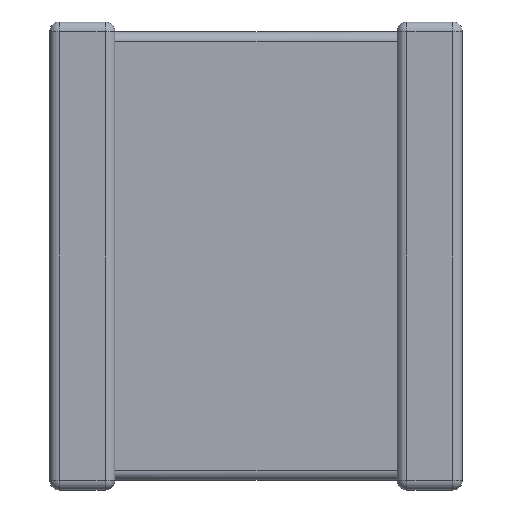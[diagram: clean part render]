
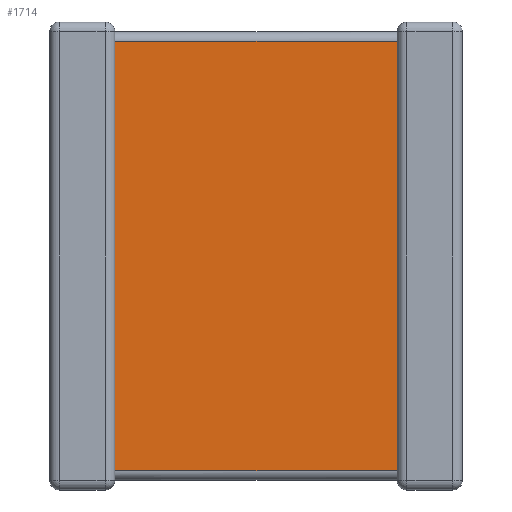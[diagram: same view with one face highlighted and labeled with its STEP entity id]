
A CAD part, front view. The second image highlights one B-rep face of the part: STEP entity #1714.
In plain terms, the highlighted planar face has unit normal (0, -1, 0).
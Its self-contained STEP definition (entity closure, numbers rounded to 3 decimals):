
#58 = VECTOR ( 'NONE', #709, 1000. ) ;
#421 = CARTESIAN_POINT ( 'NONE',  ( 5.05, 0.141, -0.283 ) ) ;
#652 = LINE ( 'NONE', #2754, #3342 ) ;
#708 = ORIENTED_EDGE ( 'NONE', *, *, #1679, .T. ) ;
#709 = DIRECTION ( 'NONE',  ( 1., 0., 0. ) ) ;
#802 = VERTEX_POINT ( 'NONE', #4722 ) ;
#815 = EDGE_LOOP ( 'NONE', ( #3139, #3179, #708, #1542 ) ) ;
#823 = EDGE_CURVE ( 'NONE', #3751, #2359, #1408, .T. ) ;
#890 = PLANE ( 'NONE',  #3805 ) ;
#955 = VECTOR ( 'NONE', #1237, 1000. ) ;
#1237 = DIRECTION ( 'NONE',  ( 0., 0., 1. ) ) ;
#1294 = LINE ( 'NONE', #3200, #2885 ) ;
#1311 = DIRECTION ( 'NONE',  ( -1., 0., 0. ) ) ;
#1408 = LINE ( 'NONE', #3687, #58 ) ;
#1542 = ORIENTED_EDGE ( 'NONE', *, *, #3777, .T. ) ;
#1617 = LINE ( 'NONE', #2766, #955 ) ;
#1679 = EDGE_CURVE ( 'NONE', #2359, #1868, #1617, .T. ) ;
#1714 = ADVANCED_FACE ( 'NONE', ( #4264 ), #890, .T. ) ;
#1725 = DIRECTION ( 'NONE',  ( 0., -1., 0. ) ) ;
#1868 = VERTEX_POINT ( 'NONE', #421 ) ;
#2073 = DIRECTION ( 'NONE',  ( 1., 0., 0. ) ) ;
#2359 = VERTEX_POINT ( 'NONE', #3621 ) ;
#2389 = DIRECTION ( 'NONE',  ( 0., 0., 1. ) ) ;
#2754 = CARTESIAN_POINT ( 'NONE',  ( 0.95, 0.141, -6.8 ) ) ;
#2766 = CARTESIAN_POINT ( 'NONE',  ( 5.05, 0.141, -6.8 ) ) ;
#2885 = VECTOR ( 'NONE', #1311, 1000. ) ;
#3139 = ORIENTED_EDGE ( 'NONE', *, *, #3842, .F. ) ;
#3179 = ORIENTED_EDGE ( 'NONE', *, *, #823, .T. ) ;
#3200 = CARTESIAN_POINT ( 'NONE',  ( 0.95, 0.141, -0.283 ) ) ;
#3342 = VECTOR ( 'NONE', #2389, 1000. ) ;
#3621 = CARTESIAN_POINT ( 'NONE',  ( 5.05, 0.141, -6.517 ) ) ;
#3687 = CARTESIAN_POINT ( 'NONE',  ( 5.05, 0.141, -6.517 ) ) ;
#3751 = VERTEX_POINT ( 'NONE', #4621 ) ;
#3777 = EDGE_CURVE ( 'NONE', #1868, #802, #1294, .T. ) ;
#3805 = AXIS2_PLACEMENT_3D ( 'NONE', #3926, #1725, #2073 ) ;
#3842 = EDGE_CURVE ( 'NONE', #3751, #802, #652, .T. ) ;
#3926 = CARTESIAN_POINT ( 'NONE',  ( 0.95, 0.141, -6.8 ) ) ;
#4264 = FACE_OUTER_BOUND ( 'NONE', #815, .T. ) ;
#4621 = CARTESIAN_POINT ( 'NONE',  ( 0.95, 0.141, -6.517 ) ) ;
#4722 = CARTESIAN_POINT ( 'NONE',  ( 0.95, 0.141, -0.283 ) ) ;
